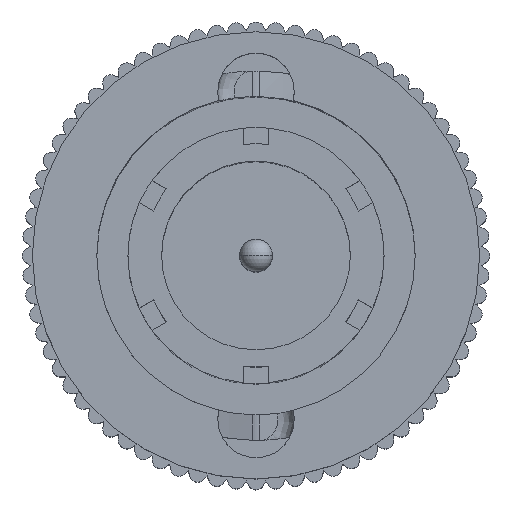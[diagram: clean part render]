
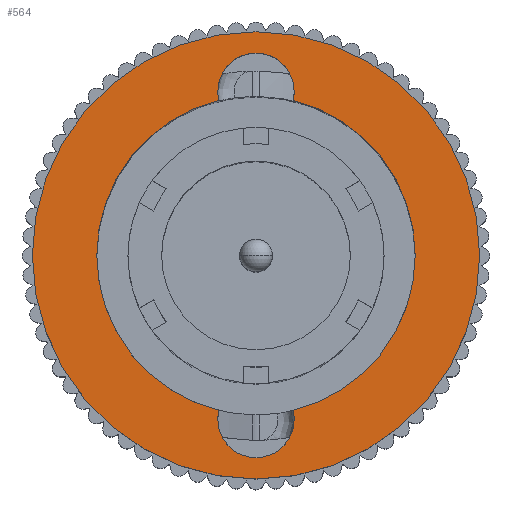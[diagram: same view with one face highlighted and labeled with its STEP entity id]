
A CAD part, top view. The second image highlights one B-rep face of the part: STEP entity #564.
In plain terms, the highlighted planar face has unit normal (0, 0, 1).
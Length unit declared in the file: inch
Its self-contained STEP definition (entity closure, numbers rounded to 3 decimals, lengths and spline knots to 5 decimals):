
#564 = ADVANCED_FACE ( 'NONE', ( #11232, #11231 ), #10705, .T. ) ;
#577 = ORIENTED_EDGE ( 'NONE', *, *, #12074, .F. ) ;
#578 = ORIENTED_EDGE ( 'NONE', *, *, #579, .F. ) ;
#579 = EDGE_CURVE ( 'NONE', #11958, #12095, #11391, .T. ) ;
#598 = ORIENTED_EDGE ( 'NONE', *, *, #603, .F. ) ;
#600 = EDGE_LOOP ( 'NONE', ( #598, #602, #577, #578, #601, #5254, #5233, #634, #5231, #5235 ) ) ;
#601 = ORIENTED_EDGE ( 'NONE', *, *, #11942, .F. ) ;
#602 = ORIENTED_EDGE ( 'NONE', *, *, #11980, .F. ) ;
#603 = EDGE_CURVE ( 'NONE', #11979, #11880, #11428, .T. ) ;
#634 = ORIENTED_EDGE ( 'NONE', *, *, #12101, .F. ) ;
#2068 = CARTESIAN_POINT ( 'NONE',  ( 0.2725, 0., 0. ) ) ;
#2375 = DIRECTION ( 'NONE',  ( 1., 0., 0. ) ) ;
#2376 = DIRECTION ( 'NONE',  ( 0., 0., 1. ) ) ;
#2377 = CARTESIAN_POINT ( 'NONE',  ( 0., 0., 0. ) ) ;
#2378 = AXIS2_PLACEMENT_3D ( 'NONE', #2377, #2376, #2375 ) ;
#2379 = CIRCLE ( 'NONE', #2378, 0.2725 ) ;
#5226 = EDGE_LOOP ( 'NONE', ( #13132, #13119 ) ) ;
#5227 = EDGE_CURVE ( 'NONE', #11885, #12110, #9888, .T. ) ;
#5231 = ORIENTED_EDGE ( 'NONE', *, *, #5227, .F. ) ;
#5233 = ORIENTED_EDGE ( 'NONE', *, *, #12144, .F. ) ;
#5235 = ORIENTED_EDGE ( 'NONE', *, *, #11915, .F. ) ;
#5254 = ORIENTED_EDGE ( 'NONE', *, *, #11868, .F. ) ;
#5994 = CIRCLE ( 'NONE', #5998, 0.2725 ) ;
#5995 = CARTESIAN_POINT ( 'NONE',  ( 0., 0., 0. ) ) ;
#5997 = DIRECTION ( 'NONE',  ( 0., 0., 1. ) ) ;
#5998 = AXIS2_PLACEMENT_3D ( 'NONE', #5995, #5997, #5999 ) ;
#5999 = DIRECTION ( 'NONE',  ( 1., 0., 0. ) ) ;
#7191 = CARTESIAN_POINT ( 'NONE',  ( -0.0465, 0.2, 0. ) ) ;
#7278 = CARTESIAN_POINT ( 'NONE',  ( 0.0451, -0.18868, 0. ) ) ;
#7283 = CARTESIAN_POINT ( 'NONE',  ( 0.194, 0., 0. ) ) ;
#7305 = DIRECTION ( 'NONE',  ( 1., 0., 0. ) ) ;
#7306 = DIRECTION ( 'NONE',  ( 0., 0., 1. ) ) ;
#7307 = CARTESIAN_POINT ( 'NONE',  ( 0., 0., 0. ) ) ;
#7308 = AXIS2_PLACEMENT_3D ( 'NONE', #7307, #7306, #7305 ) ;
#7309 = CIRCLE ( 'NONE', #7308, 0.194 ) ;
#7325 = CARTESIAN_POINT ( 'NONE',  ( -0.194, 0., 0. ) ) ;
#7405 = CARTESIAN_POINT ( 'NONE',  ( -0.0451, -0.18868, 0. ) ) ;
#7422 = DIRECTION ( 'NONE',  ( 0., 0., 1. ) ) ;
#7423 = CARTESIAN_POINT ( 'NONE',  ( 0., 0., 0. ) ) ;
#7424 = AXIS2_PLACEMENT_3D ( 'NONE', #7423, #7422, #7476 ) ;
#7431 = CIRCLE ( 'NONE', #7424, 0.194 ) ;
#7476 = DIRECTION ( 'NONE',  ( 1., 0., 0. ) ) ;
#7631 = DIRECTION ( 'NONE',  ( 1., 0., 0. ) ) ;
#7632 = DIRECTION ( 'NONE',  ( 0., 0., 1. ) ) ;
#7633 = CARTESIAN_POINT ( 'NONE',  ( 0., 0., 0. ) ) ;
#7634 = AXIS2_PLACEMENT_3D ( 'NONE', #7633, #7632, #7631 ) ;
#7635 = CIRCLE ( 'NONE', #7634, 0.194 ) ;
#7734 = CARTESIAN_POINT ( 'NONE',  ( 0.0451, 0.18868, 0. ) ) ;
#7806 = DIRECTION ( 'NONE',  ( -1., 0., 0. ) ) ;
#7807 = DIRECTION ( 'NONE',  ( 0., 0., 1. ) ) ;
#7808 = CARTESIAN_POINT ( 'NONE',  ( 0., 0.2, 0. ) ) ;
#7809 = AXIS2_PLACEMENT_3D ( 'NONE', #7808, #7807, #7806 ) ;
#7810 = CIRCLE ( 'NONE', #7809, 0.0465 ) ;
#7811 = CARTESIAN_POINT ( 'NONE',  ( -0.0451, 0.18868, 0. ) ) ;
#7959 = DIRECTION ( 'NONE',  ( -1., 0., 0. ) ) ;
#7960 = DIRECTION ( 'NONE',  ( 0., 0., 1. ) ) ;
#7961 = CARTESIAN_POINT ( 'NONE',  ( 0., 0.2, 0. ) ) ;
#7962 = AXIS2_PLACEMENT_3D ( 'NONE', #7961, #7960, #7959 ) ;
#7963 = CIRCLE ( 'NONE', #7962, 0.0465 ) ;
#7971 = CARTESIAN_POINT ( 'NONE',  ( 0., -0.2, 0. ) ) ;
#7983 = CARTESIAN_POINT ( 'NONE',  ( 0.0465, 0.2, 0. ) ) ;
#8014 = CARTESIAN_POINT ( 'NONE',  ( -0.0465, -0.2, 0. ) ) ;
#8017 = CARTESIAN_POINT ( 'NONE',  ( 0.0465, -0.2, 0. ) ) ;
#8019 = DIRECTION ( 'NONE',  ( 1., 0., 0. ) ) ;
#8020 = DIRECTION ( 'NONE',  ( 0., 0., 1. ) ) ;
#8021 = AXIS2_PLACEMENT_3D ( 'NONE', #7971, #8020, #8019 ) ;
#8022 = CIRCLE ( 'NONE', #8021, 0.0465 ) ;
#8067 = DIRECTION ( 'NONE',  ( 1., 0., 0. ) ) ;
#8068 = DIRECTION ( 'NONE',  ( 0., 0., 1. ) ) ;
#8069 = CARTESIAN_POINT ( 'NONE',  ( 0., -0.2, 0. ) ) ;
#8070 = AXIS2_PLACEMENT_3D ( 'NONE', #8069, #8068, #8067 ) ;
#8071 = CIRCLE ( 'NONE', #8070, 0.0465 ) ;
#8676 = VERTEX_POINT ( 'NONE', #10494 ) ;
#9106 = EDGE_CURVE ( 'NONE', #12718, #8676, #5994, .T. ) ;
#9884 = DIRECTION ( 'NONE',  ( 1., 0., 0. ) ) ;
#9885 = DIRECTION ( 'NONE',  ( 0., 0., 1. ) ) ;
#9886 = CARTESIAN_POINT ( 'NONE',  ( 0., -0.2, 0. ) ) ;
#9887 = AXIS2_PLACEMENT_3D ( 'NONE', #9886, #9885, #9884 ) ;
#9888 = CIRCLE ( 'NONE', #9887, 0.0465 ) ;
#10494 = CARTESIAN_POINT ( 'NONE',  ( -0.2725, 0., 0. ) ) ;
#10696 = DIRECTION ( 'NONE',  ( 1., 0., 0. ) ) ;
#10697 = DIRECTION ( 'NONE',  ( 0., 0., 1. ) ) ;
#10703 = CARTESIAN_POINT ( 'NONE',  ( 0.2725, 0., 0. ) ) ;
#10704 = AXIS2_PLACEMENT_3D ( 'NONE', #10703, #10697, #10696 ) ;
#10705 = PLANE ( 'NONE',  #10704 ) ;
#11231 = FACE_OUTER_BOUND ( 'NONE', #5226, .T. ) ;
#11232 = FACE_BOUND ( 'NONE', #600, .T. ) ;
#11387 = DIRECTION ( 'NONE',  ( -1., 0., 0. ) ) ;
#11388 = DIRECTION ( 'NONE',  ( 0., 0., 1. ) ) ;
#11389 = CARTESIAN_POINT ( 'NONE',  ( 0., 0.2, 0. ) ) ;
#11390 = AXIS2_PLACEMENT_3D ( 'NONE', #11389, #11388, #11387 ) ;
#11391 = CIRCLE ( 'NONE', #11390, 0.0465 ) ;
#11425 = DIRECTION ( 'NONE',  ( 1., 0., 0. ) ) ;
#11426 = DIRECTION ( 'NONE',  ( 0., 0., 1. ) ) ;
#11427 = AXIS2_PLACEMENT_3D ( 'NONE', #11435, #11426, #11425 ) ;
#11428 = CIRCLE ( 'NONE', #11427, 0.194 ) ;
#11435 = CARTESIAN_POINT ( 'NONE',  ( 0., 0., 0. ) ) ;
#11799 = VERTEX_POINT ( 'NONE', #7191 ) ;
#11850 = VERTEX_POINT ( 'NONE', #7283 ) ;
#11852 = VERTEX_POINT ( 'NONE', #7278 ) ;
#11868 = EDGE_CURVE ( 'NONE', #11852, #11850, #7309, .T. ) ;
#11880 = VERTEX_POINT ( 'NONE', #7325 ) ;
#11885 = VERTEX_POINT ( 'NONE', #7405 ) ;
#11915 = EDGE_CURVE ( 'NONE', #11880, #11885, #7431, .T. ) ;
#11942 = EDGE_CURVE ( 'NONE', #11850, #11958, #7635, .T. ) ;
#11958 = VERTEX_POINT ( 'NONE', #7734 ) ;
#11979 = VERTEX_POINT ( 'NONE', #7811 ) ;
#11980 = EDGE_CURVE ( 'NONE', #11799, #11979, #7810, .T. ) ;
#12074 = EDGE_CURVE ( 'NONE', #12095, #11799, #7963, .T. ) ;
#12095 = VERTEX_POINT ( 'NONE', #7983 ) ;
#12101 = EDGE_CURVE ( 'NONE', #12110, #12105, #8022, .T. ) ;
#12105 = VERTEX_POINT ( 'NONE', #8017 ) ;
#12110 = VERTEX_POINT ( 'NONE', #8014 ) ;
#12144 = EDGE_CURVE ( 'NONE', #12105, #11852, #8071, .T. ) ;
#12718 = VERTEX_POINT ( 'NONE', #2068 ) ;
#13119 = ORIENTED_EDGE ( 'NONE', *, *, #13142, .T. ) ;
#13132 = ORIENTED_EDGE ( 'NONE', *, *, #9106, .T. ) ;
#13142 = EDGE_CURVE ( 'NONE', #8676, #12718, #2379, .T. ) ;
